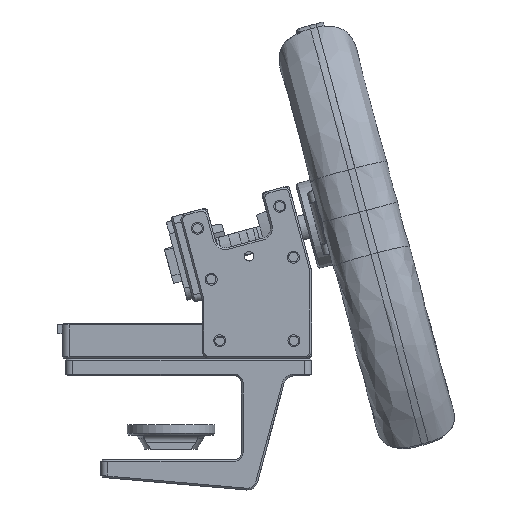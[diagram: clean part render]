
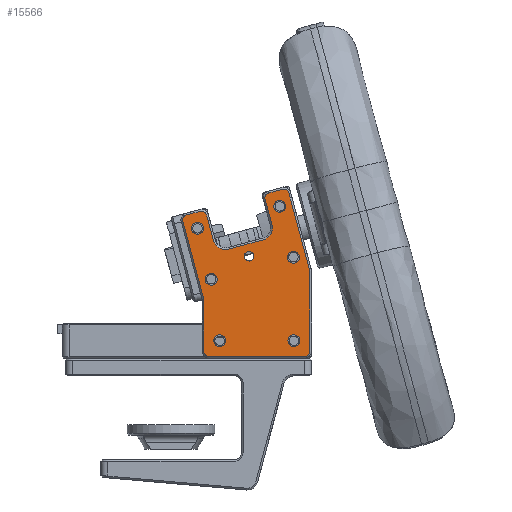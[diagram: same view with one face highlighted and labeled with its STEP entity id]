
A CAD part, left-side view. The second image highlights one B-rep face of the part: STEP entity #15566.
In plain terms, the highlighted planar face has unit normal (-1, 0, 0).
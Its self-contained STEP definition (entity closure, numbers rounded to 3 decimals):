
#727=FACE_BOUND('',#2844,.T.);
#728=FACE_BOUND('',#2845,.T.);
#729=FACE_BOUND('',#2846,.T.);
#730=FACE_BOUND('',#2847,.T.);
#731=FACE_BOUND('',#2848,.T.);
#732=FACE_BOUND('',#2849,.T.);
#733=FACE_BOUND('',#2850,.T.);
#928=CIRCLE('',#16705,1.5);
#930=CIRCLE('',#16709,1.5);
#932=CIRCLE('',#16713,3.5);
#934=CIRCLE('',#16717,3.5);
#936=CIRCLE('',#16721,1.5);
#938=CIRCLE('',#16725,1.5);
#940=CIRCLE('',#16730,1.5);
#942=CIRCLE('',#16734,1.5);
#946=CIRCLE('',#16749,1.7);
#947=CIRCLE('',#16750,1.7);
#948=CIRCLE('',#16751,1.7);
#949=CIRCLE('',#16752,1.7);
#950=CIRCLE('',#16753,1.7);
#951=CIRCLE('',#16754,1.35);
#952=CIRCLE('',#16755,1.7);
#1861=FACE_OUTER_BOUND('',#2843,.T.);
#2843=EDGE_LOOP('',(#10945,#10946,#10947,#10948,#10949,#10950,#10951,#10952,
#10953,#10954,#10955,#10956,#10957,#10958,#10959,#10960,#10961,#10962));
#2844=EDGE_LOOP('',(#10963));
#2845=EDGE_LOOP('',(#10964));
#2846=EDGE_LOOP('',(#10965));
#2847=EDGE_LOOP('',(#10966));
#2848=EDGE_LOOP('',(#10967));
#2849=EDGE_LOOP('',(#10968));
#2850=EDGE_LOOP('',(#10969));
#3976=LINE('',#23030,#5356);
#3983=LINE('',#23047,#5363);
#3987=LINE('',#23059,#5367);
#3991=LINE('',#23071,#5371);
#3995=LINE('',#23083,#5375);
#3999=LINE('',#23095,#5379);
#4002=LINE('',#23106,#5382);
#4004=LINE('',#23110,#5384);
#4010=LINE('',#23125,#5390);
#4013=LINE('',#23134,#5393);
#5356=VECTOR('',#18608,10.);
#5363=VECTOR('',#18623,10.);
#5367=VECTOR('',#18635,10.);
#5371=VECTOR('',#18647,10.);
#5375=VECTOR('',#18659,10.);
#5379=VECTOR('',#18671,10.);
#5382=VECTOR('',#18682,10.);
#5384=VECTOR('',#18686,10.);
#5390=VECTOR('',#18700,10.);
#5393=VECTOR('',#18711,10.);
#6707=VERTEX_POINT('',#23028);
#6708=VERTEX_POINT('',#23029);
#6711=VERTEX_POINT('',#23037);
#6713=VERTEX_POINT('',#23043);
#6715=VERTEX_POINT('',#23049);
#6717=VERTEX_POINT('',#23055);
#6719=VERTEX_POINT('',#23061);
#6721=VERTEX_POINT('',#23067);
#6723=VERTEX_POINT('',#23073);
#6725=VERTEX_POINT('',#23079);
#6727=VERTEX_POINT('',#23085);
#6729=VERTEX_POINT('',#23091);
#6731=VERTEX_POINT('',#23097);
#6734=VERTEX_POINT('',#23105);
#6735=VERTEX_POINT('',#23109);
#6737=VERTEX_POINT('',#23115);
#6739=VERTEX_POINT('',#23121);
#6741=VERTEX_POINT('',#23127);
#6753=VERTEX_POINT('',#23174);
#6754=VERTEX_POINT('',#23176);
#6755=VERTEX_POINT('',#23178);
#6756=VERTEX_POINT('',#23180);
#6757=VERTEX_POINT('',#23182);
#6758=VERTEX_POINT('',#23184);
#6759=VERTEX_POINT('',#23186);
#8255=EDGE_CURVE('',#6707,#6708,#3976,.T.);
#8261=EDGE_CURVE('',#6708,#6711,#928,.T.);
#8264=EDGE_CURVE('',#6711,#6713,#3983,.T.);
#8267=EDGE_CURVE('',#6713,#6715,#930,.T.);
#8270=EDGE_CURVE('',#6715,#6717,#3987,.T.);
#8273=EDGE_CURVE('',#6717,#6719,#932,.T.);
#8276=EDGE_CURVE('',#6719,#6721,#3991,.T.);
#8279=EDGE_CURVE('',#6721,#6723,#934,.T.);
#8282=EDGE_CURVE('',#6723,#6725,#3995,.T.);
#8285=EDGE_CURVE('',#6725,#6727,#936,.T.);
#8288=EDGE_CURVE('',#6727,#6729,#3999,.T.);
#8291=EDGE_CURVE('',#6729,#6731,#938,.T.);
#8293=EDGE_CURVE('',#6731,#6734,#4002,.T.);
#8295=EDGE_CURVE('',#6734,#6735,#4004,.T.);
#8300=EDGE_CURVE('',#6735,#6737,#940,.T.);
#8303=EDGE_CURVE('',#6737,#6739,#4010,.T.);
#8306=EDGE_CURVE('',#6739,#6741,#942,.T.);
#8308=EDGE_CURVE('',#6741,#6707,#4013,.T.);
#8328=EDGE_CURVE('',#6753,#6753,#946,.T.);
#8329=EDGE_CURVE('',#6754,#6754,#947,.T.);
#8330=EDGE_CURVE('',#6755,#6755,#948,.T.);
#8331=EDGE_CURVE('',#6756,#6756,#949,.T.);
#8332=EDGE_CURVE('',#6757,#6757,#950,.T.);
#8333=EDGE_CURVE('',#6758,#6758,#951,.T.);
#8334=EDGE_CURVE('',#6759,#6759,#952,.T.);
#10945=ORIENTED_EDGE('',*,*,#8255,.F.);
#10946=ORIENTED_EDGE('',*,*,#8308,.F.);
#10947=ORIENTED_EDGE('',*,*,#8306,.F.);
#10948=ORIENTED_EDGE('',*,*,#8303,.F.);
#10949=ORIENTED_EDGE('',*,*,#8300,.F.);
#10950=ORIENTED_EDGE('',*,*,#8295,.F.);
#10951=ORIENTED_EDGE('',*,*,#8293,.F.);
#10952=ORIENTED_EDGE('',*,*,#8291,.F.);
#10953=ORIENTED_EDGE('',*,*,#8288,.F.);
#10954=ORIENTED_EDGE('',*,*,#8285,.F.);
#10955=ORIENTED_EDGE('',*,*,#8282,.F.);
#10956=ORIENTED_EDGE('',*,*,#8279,.F.);
#10957=ORIENTED_EDGE('',*,*,#8276,.F.);
#10958=ORIENTED_EDGE('',*,*,#8273,.F.);
#10959=ORIENTED_EDGE('',*,*,#8270,.F.);
#10960=ORIENTED_EDGE('',*,*,#8267,.F.);
#10961=ORIENTED_EDGE('',*,*,#8264,.F.);
#10962=ORIENTED_EDGE('',*,*,#8261,.F.);
#10963=ORIENTED_EDGE('',*,*,#8328,.F.);
#10964=ORIENTED_EDGE('',*,*,#8329,.F.);
#10965=ORIENTED_EDGE('',*,*,#8330,.F.);
#10966=ORIENTED_EDGE('',*,*,#8331,.F.);
#10967=ORIENTED_EDGE('',*,*,#8332,.F.);
#10968=ORIENTED_EDGE('',*,*,#8333,.F.);
#10969=ORIENTED_EDGE('',*,*,#8334,.F.);
#15046=PLANE('',#16748);
#15566=ADVANCED_FACE('',(#1861,#727,#728,#729,#730,#731,#732,#733),#15046,
 .F.);
#16705=AXIS2_PLACEMENT_3D('',#23041,#18617,#18618);
#16709=AXIS2_PLACEMENT_3D('',#23053,#18629,#18630);
#16713=AXIS2_PLACEMENT_3D('',#23065,#18641,#18642);
#16717=AXIS2_PLACEMENT_3D('',#23077,#18653,#18654);
#16721=AXIS2_PLACEMENT_3D('',#23089,#18665,#18666);
#16725=AXIS2_PLACEMENT_3D('',#23101,#18677,#18678);
#16730=AXIS2_PLACEMENT_3D('',#23119,#18694,#18695);
#16734=AXIS2_PLACEMENT_3D('',#23131,#18706,#18707);
#16748=AXIS2_PLACEMENT_3D('',#23173,#18752,#18753);
#16749=AXIS2_PLACEMENT_3D('',#23175,#18754,#18755);
#16750=AXIS2_PLACEMENT_3D('',#23177,#18756,#18757);
#16751=AXIS2_PLACEMENT_3D('',#23179,#18758,#18759);
#16752=AXIS2_PLACEMENT_3D('',#23181,#18760,#18761);
#16753=AXIS2_PLACEMENT_3D('',#23183,#18762,#18763);
#16754=AXIS2_PLACEMENT_3D('',#23185,#18764,#18765);
#16755=AXIS2_PLACEMENT_3D('',#23187,#18766,#18767);
#18608=DIRECTION('',(0.,0.259,0.966));
#18617=DIRECTION('center_axis',(1.,0.,0.));
#18618=DIRECTION('ref_axis',(0.,0.866,0.5));
#18623=DIRECTION('',(0.,-0.966,0.259));
#18629=DIRECTION('center_axis',(1.,0.,0.));
#18630=DIRECTION('ref_axis',(0.,-0.5,0.866));
#18635=DIRECTION('',(0.,-0.259,-0.966));
#18641=DIRECTION('center_axis',(-1.,0.,0.));
#18642=DIRECTION('ref_axis',(0.,0.5,-0.866));
#18647=DIRECTION('',(0.,-0.966,0.259));
#18653=DIRECTION('center_axis',(-1.,0.,0.));
#18654=DIRECTION('ref_axis',(0.,-0.866,-0.5));
#18659=DIRECTION('',(0.,0.259,0.966));
#18665=DIRECTION('center_axis',(1.,0.,0.));
#18666=DIRECTION('ref_axis',(0.,0.866,0.5));
#18671=DIRECTION('',(0.,-0.966,0.259));
#18677=DIRECTION('center_axis',(1.,0.,0.));
#18678=DIRECTION('ref_axis',(0.,-0.5,0.866));
#18682=DIRECTION('',(0.,-0.259,-0.966));
#18686=DIRECTION('',(0.,0.,-1.));
#18694=DIRECTION('center_axis',(1.,0.,0.));
#18695=DIRECTION('ref_axis',(0.,-0.707,-0.707));
#18700=DIRECTION('',(0.,1.,0.));
#18706=DIRECTION('center_axis',(1.,0.,0.));
#18707=DIRECTION('ref_axis',(0.,0.707,-0.707));
#18711=DIRECTION('',(0.,0.,1.));
#18752=DIRECTION('center_axis',(1.,0.,0.));
#18753=DIRECTION('ref_axis',(0.,0.,-1.));
#18754=DIRECTION('center_axis',(-1.,0.,0.));
#18755=DIRECTION('ref_axis',(0.,1.,0.));
#18756=DIRECTION('center_axis',(-1.,0.,0.));
#18757=DIRECTION('ref_axis',(0.,1.,0.));
#18758=DIRECTION('center_axis',(-1.,0.,0.));
#18759=DIRECTION('ref_axis',(0.,1.,0.));
#18760=DIRECTION('center_axis',(-1.,0.,0.));
#18761=DIRECTION('ref_axis',(0.,1.,0.));
#18762=DIRECTION('center_axis',(-1.,0.,0.));
#18763=DIRECTION('ref_axis',(0.,1.,0.));
#18764=DIRECTION('center_axis',(-1.,0.,0.));
#18765=DIRECTION('ref_axis',(0.,1.,0.));
#18766=DIRECTION('center_axis',(-1.,0.,0.));
#18767=DIRECTION('ref_axis',(0.,1.,0.));
#23028=CARTESIAN_POINT('',(-21.5,30.651,16.719));
#23029=CARTESIAN_POINT('',(-21.5,36.621,38.999));
#23030=CARTESIAN_POINT('',(-21.5,31.245,18.935));
#23037=CARTESIAN_POINT('',(-21.5,35.56,40.836));
#23041=CARTESIAN_POINT('Origin',(-21.5,35.172,39.387));
#23043=CARTESIAN_POINT('',(-21.5,31.697,41.871));
#23047=CARTESIAN_POINT('',(-21.5,30.745,42.126));
#23049=CARTESIAN_POINT('',(-21.5,29.86,40.811));
#23053=CARTESIAN_POINT('Origin',(-21.5,31.308,40.422));
#23055=CARTESIAN_POINT('',(-21.5,27.918,33.566));
#23059=CARTESIAN_POINT('',(-21.5,27.719,32.821));
#23061=CARTESIAN_POINT('',(-21.5,23.632,31.091));
#23065=CARTESIAN_POINT('Origin',(-21.5,24.538,34.472));
#23067=CARTESIAN_POINT('',(-21.5,13.731,33.744));
#23071=CARTESIAN_POINT('',(-21.5,23.646,31.087));
#23073=CARTESIAN_POINT('',(-21.5,11.256,38.031));
#23077=CARTESIAN_POINT('Origin',(-21.5,14.637,37.125));
#23079=CARTESIAN_POINT('',(-21.5,13.197,45.275));
#23083=CARTESIAN_POINT('',(-21.5,9.439,31.249));
#23085=CARTESIAN_POINT('',(-21.5,12.137,47.112));
#23089=CARTESIAN_POINT('Origin',(-21.5,11.748,45.663));
#23091=CARTESIAN_POINT('',(-21.5,8.273,48.148));
#23095=CARTESIAN_POINT('',(-21.5,19.033,45.264));
#23097=CARTESIAN_POINT('',(-21.5,6.436,47.087));
#23101=CARTESIAN_POINT('Origin',(-21.5,7.885,46.699));
#23105=CARTESIAN_POINT('',(-21.5,0.5,24.934));
#23106=CARTESIAN_POINT('',(-21.5,4.295,39.097));
#23109=CARTESIAN_POINT('',(-21.5,0.5,2.));
#23110=CARTESIAN_POINT('',(-21.5,0.5,24.787));
#23115=CARTESIAN_POINT('',(-21.5,2.,0.5));
#23119=CARTESIAN_POINT('Origin',(-21.5,2.,2.));
#23121=CARTESIAN_POINT('',(-21.5,29.151,0.5));
#23125=CARTESIAN_POINT('',(-21.5,9.405,0.5));
#23127=CARTESIAN_POINT('',(-21.5,30.651,2.));
#23131=CARTESIAN_POINT('Origin',(-21.5,29.151,2.));
#23134=CARTESIAN_POINT('',(-21.5,30.651,12.287));
#23173=CARTESIAN_POINT('Origin',(-21.5,18.811,24.574));
#23174=CARTESIAN_POINT('',(-21.5,3.3,5.));
#23175=CARTESIAN_POINT('Origin',(-21.5,5.,5.));
#23176=CARTESIAN_POINT('',(-21.5,24.451,5.));
#23177=CARTESIAN_POINT('Origin',(-21.5,26.151,5.));
#23178=CARTESIAN_POINT('',(-21.5,3.458,28.794));
#23179=CARTESIAN_POINT('Origin',(-21.5,5.158,28.794));
#23180=CARTESIAN_POINT('',(-21.5,26.881,22.518));
#23181=CARTESIAN_POINT('Origin',(-21.5,28.581,22.518));
#23182=CARTESIAN_POINT('',(-21.5,7.34,43.283));
#23183=CARTESIAN_POINT('Origin',(-21.5,9.04,43.283));
#23184=CARTESIAN_POINT('',(-21.5,16.426,29.037));
#23185=CARTESIAN_POINT('Origin',(-21.5,17.776,29.037));
#23186=CARTESIAN_POINT('',(-21.5,30.764,37.007));
#23187=CARTESIAN_POINT('Origin',(-21.5,32.464,37.007));
